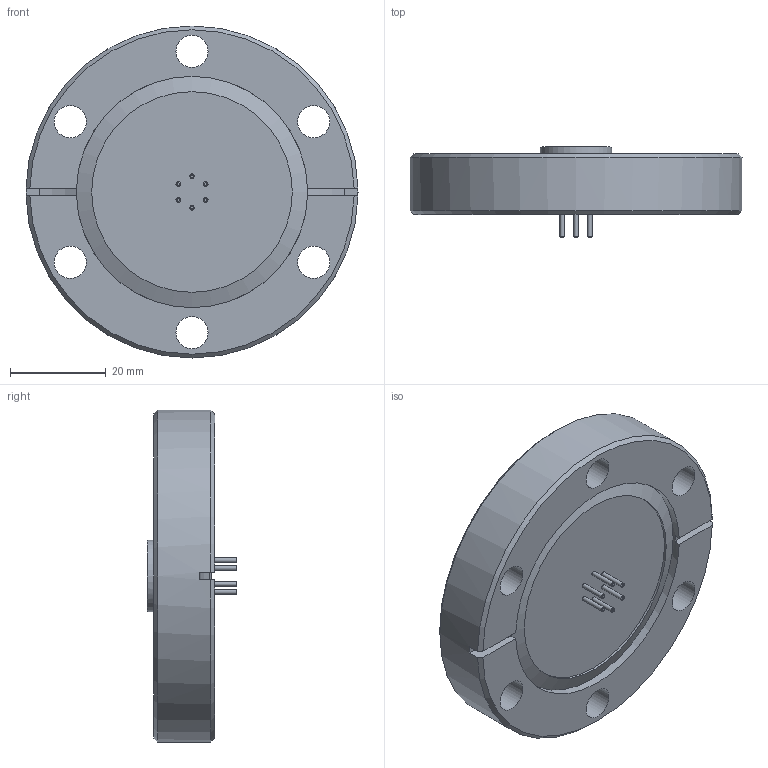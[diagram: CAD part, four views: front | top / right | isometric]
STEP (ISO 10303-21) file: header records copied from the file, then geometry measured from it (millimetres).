
FILE_DESCRIPTION(/* description */ ('Unknown'),/* implementation_level */ '2;1');
FILE_NAME(/* name */ 'IFTRG067013',/* time_stamp */ '2017-10-12T08:25:52-04:00',/* author */ ('Unknown'),/* organization */ ('Unknown'),/* preprocessor_version */ 'ST-DEVELOPER v16.7',/* originating_system */ 'DEX',/* authorisation */ $);
FILE_SCHEMA (('AUTOMOTIVE_DESIGN {1 0 10303 214 3 1 1}'));
Length unit declared in the file: inch
Products named in the file (1): IFTRG067013
Bounding box: 69.34 x 18.8 x 69.34 mm (x, y, z)
Volume: 36708.5 mm3; surface area: 13817.6 mm2
Topology: 1 solids, 1 shells, 113 faces, 250 edges, 157 vertices
Faces by surface type: plane 63, cylinder 34, torus 12, cone 4
Full cylindrical faces by diameter (mm): 0.952 x12, 2.032 x3, 6.731 x6, 13.818 x1, 14.935 x1, 31.75 x1, 41.91 x1, 48.311 x1, 69.342 x1
Entity records: 3700 total; most frequent: DIRECTION 522, CARTESIAN_POINT 510, ORIENTED_EDGE 400, AXIS2_PLACEMENT_3D 217, EDGE_CURVE 200, EDGE_LOOP 184, FACE_BOUND 184, VERTEX_POINT 148
